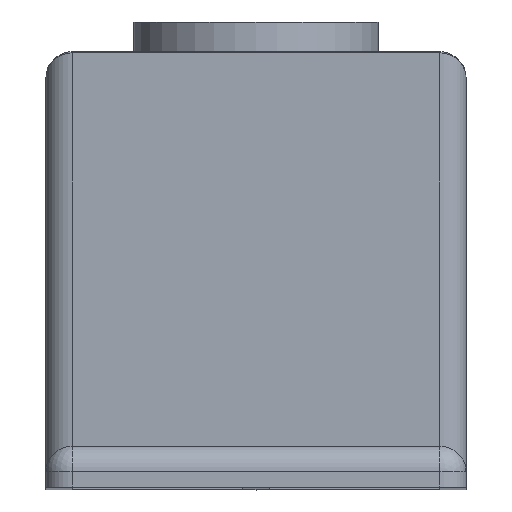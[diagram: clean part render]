
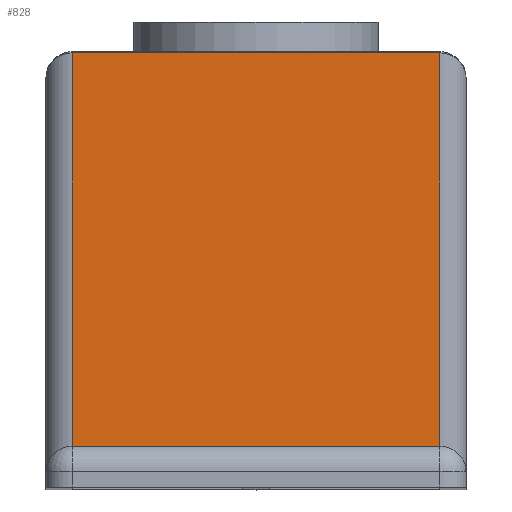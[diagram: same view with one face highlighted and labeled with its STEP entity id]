
A CAD part, top view. The second image highlights one B-rep face of the part: STEP entity #828.
In plain terms, the highlighted planar face has unit normal (0, 0.953, 0.303).
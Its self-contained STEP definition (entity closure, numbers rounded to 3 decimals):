
#90=FACE_OUTER_BOUND('',#147,.T.);
#147=EDGE_LOOP('',(#632,#633,#634,#635));
#242=LINE('',#1381,#328);
#243=LINE('',#1383,#329);
#244=LINE('',#1385,#330);
#245=LINE('',#1386,#331);
#328=VECTOR('',#1088,10.);
#329=VECTOR('',#1089,10.);
#330=VECTOR('',#1090,10.);
#331=VECTOR('',#1091,10.);
#405=VERTEX_POINT('',#1379);
#406=VERTEX_POINT('',#1380);
#407=VERTEX_POINT('',#1382);
#408=VERTEX_POINT('',#1384);
#492=EDGE_CURVE('',#405,#406,#242,.T.);
#493=EDGE_CURVE('',#406,#407,#243,.T.);
#494=EDGE_CURVE('',#408,#407,#244,.T.);
#495=EDGE_CURVE('',#405,#408,#245,.T.);
#632=ORIENTED_EDGE('',*,*,#492,.T.);
#633=ORIENTED_EDGE('',*,*,#493,.T.);
#634=ORIENTED_EDGE('',*,*,#494,.F.);
#635=ORIENTED_EDGE('',*,*,#495,.F.);
#788=PLANE('',#909);
#828=ADVANCED_FACE('',(#90),#788,.T.);
#909=AXIS2_PLACEMENT_3D('',#1378,#1086,#1087);
#1086=DIRECTION('center_axis',(0.,0.953,0.303));
#1087=DIRECTION('ref_axis',(-1.,0.,0.));
#1088=DIRECTION('',(1.,0.,0.));
#1089=DIRECTION('',(0.,0.303,-0.953));
#1090=DIRECTION('',(1.,0.,0.));
#1091=DIRECTION('',(0.,0.303,-0.953));
#1378=CARTESIAN_POINT('Origin',(0.012,1.973,83.062));
#1379=CARTESIAN_POINT('',(-10.488,2.306,82.017));
#1380=CARTESIAN_POINT('',(10.512,2.306,82.017));
#1381=CARTESIAN_POINT('',(-10.488,2.306,82.017));
#1382=CARTESIAN_POINT('',(10.512,24.903,10.984));
#1383=CARTESIAN_POINT('',(10.512,2.306,82.017));
#1384=CARTESIAN_POINT('',(-10.488,24.903,10.984));
#1385=CARTESIAN_POINT('',(-10.488,24.903,10.984));
#1386=CARTESIAN_POINT('',(-10.488,2.306,82.017));
